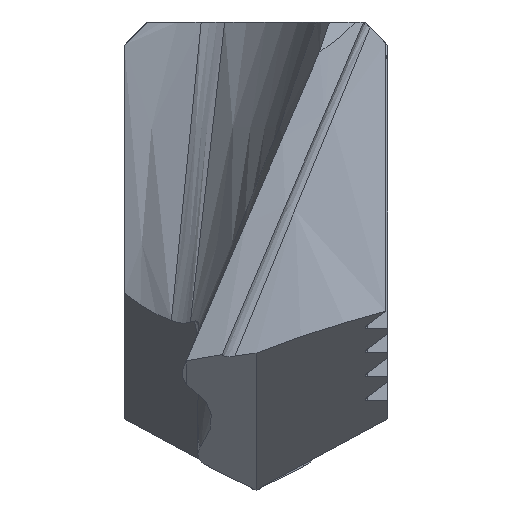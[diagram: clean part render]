
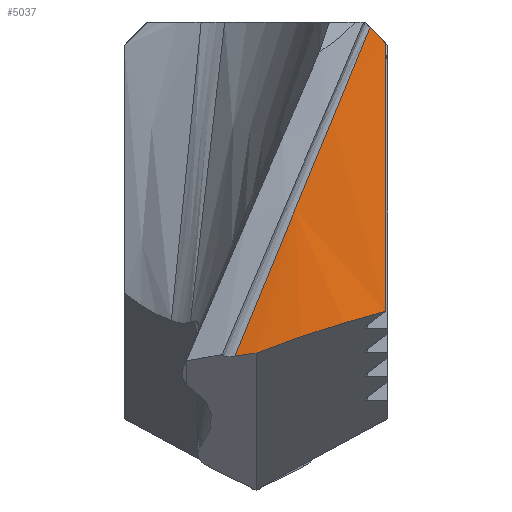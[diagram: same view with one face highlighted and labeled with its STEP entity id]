
A CAD part, left-side view. The second image highlights one B-rep face of the part: STEP entity #5037.
In plain terms, the highlighted free-form (B-spline) face has degree [3, 3] with [5, 6] control points.
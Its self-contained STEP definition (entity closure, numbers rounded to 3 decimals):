
#1733=CARTESIAN_POINT('',(-10.699,-3.942,
-8.777));
#1734=CARTESIAN_POINT('',(-10.698,-3.941,
-8.367));
#1735=CARTESIAN_POINT('',(-10.696,-3.939,
-7.501));
#1736=CARTESIAN_POINT('',(-10.694,-3.936,
-6.072));
#1737=CARTESIAN_POINT('',(-10.693,-3.936,
-4.476));
#1738=CARTESIAN_POINT('',(-10.695,-3.937,
-2.69));
#1739=CARTESIAN_POINT('',(-10.697,-3.94,
-1.348));
#1740=CARTESIAN_POINT('',(-10.699,-3.942,
-0.642));
#1752=CARTESIAN_POINT('',(-10.699,-3.942,
-8.777));
#1753=CARTESIAN_POINT('',(-10.791,-3.696,
-8.839));
#1754=CARTESIAN_POINT('',(-10.958,-3.197,
-8.972));
#1755=CARTESIAN_POINT('',(-11.159,-2.415,
-9.201));
#1756=CARTESIAN_POINT('',(-11.301,-1.628,
-9.454));
#1757=CARTESIAN_POINT('',(-11.388,-0.831,
-9.731));
#1758=CARTESIAN_POINT('',(-11.409,-0.279,
-9.938));
#1759=CARTESIAN_POINT('',(-11.408,0.,
-10.046));
#1764=CARTESIAN_POINT('',(-11.408,0.,
-10.046));
#1765=CARTESIAN_POINT('',(-11.408,0.072,
-10.055));
#1766=CARTESIAN_POINT('',(-11.407,0.216,
-10.075));
#1767=CARTESIAN_POINT('',(-11.401,0.431,
-10.105));
#1768=CARTESIAN_POINT('',(-11.394,0.575,
-10.126));
#1769=CARTESIAN_POINT('',(-11.39,0.646,
-10.137));
#1774=CARTESIAN_POINT('',(-11.39,0.646,
-10.137));
#1775=CARTESIAN_POINT('',(-11.419,0.184,
-9.003));
#1776=CARTESIAN_POINT('',(-11.417,-0.771,
-6.687));
#1777=CARTESIAN_POINT('',(-11.233,-2.151,
-3.362));
#1778=CARTESIAN_POINT('',(-10.999,-3.051,
-1.171));
#1779=CARTESIAN_POINT('',(-10.868,-3.461,
-0.161));
#1784=CARTESIAN_POINT('',(-10.868,-3.461,
-0.161));
#1785=CARTESIAN_POINT('',(-10.85,-3.515,
-0.215));
#1786=CARTESIAN_POINT('',(-10.814,-3.622,
-0.322));
#1787=CARTESIAN_POINT('',(-10.758,-3.782,
-0.482));
#1788=CARTESIAN_POINT('',(-10.719,-3.889,
-0.589));
#1789=CARTESIAN_POINT('',(-10.699,-3.942,
-0.642));
#1818=CARTESIAN_POINT('',(-11.39,0.646,
-10.137));
#2790=CARTESIAN_POINT('',(-11.408,0.,
-10.046));
#2791=VERTEX_POINT('',#2790);
#2792=VERTEX_POINT('',#1752);
#2834=VERTEX_POINT('',#1818);
#2958=VERTEX_POINT('',#1740);
#2959=VERTEX_POINT('',#1779);
#4997=CARTESIAN_POINT('',(-10.856,-3.506,
-10.237));
#4998=CARTESIAN_POINT('',(-10.72,-3.914,
-9.07));
#4999=CARTESIAN_POINT('',(-10.385,-4.746,
-6.721));
#5000=CARTESIAN_POINT('',(-9.712,-5.956,
-3.329));
#5001=CARTESIAN_POINT('',(-9.154,-6.741,
-1.105));
#5002=CARTESIAN_POINT('',(-8.868,-7.103,
-0.063));
#5003=CARTESIAN_POINT('',(-10.932,-3.271,
-10.237));
#5004=CARTESIAN_POINT('',(-10.805,-3.685,
-9.07));
#5005=CARTESIAN_POINT('',(-10.487,-4.528,
-6.721));
#5006=CARTESIAN_POINT('',(-9.84,-5.755,
-3.329));
#5007=CARTESIAN_POINT('',(-9.3,-6.55,
-1.105));
#5008=CARTESIAN_POINT('',(-9.021,-6.918,
-0.063));
#5009=CARTESIAN_POINT('',(-11.331,-1.882,
-10.237));
#5010=CARTESIAN_POINT('',(-11.257,-2.327,
-9.07));
#5011=CARTESIAN_POINT('',(-11.045,-3.234,
-6.721));
#5012=CARTESIAN_POINT('',(-10.553,-4.553,
-3.329));
#5013=CARTESIAN_POINT('',(-10.113,-5.409,
-1.105));
#5014=CARTESIAN_POINT('',(-9.883,-5.805,
-0.063));
#5015=CARTESIAN_POINT('',(-11.463,-0.425,
-10.237));
#5016=CARTESIAN_POINT('',(-11.447,-0.891,
-9.07));
#5017=CARTESIAN_POINT('',(-11.352,-1.841,
-6.721));
#5018=CARTESIAN_POINT('',(-11.031,-3.223,
-3.329));
#5019=CARTESIAN_POINT('',(-10.703,-4.119,
-1.105));
#5020=CARTESIAN_POINT('',(-10.525,-4.534,
-0.063));
#5021=CARTESIAN_POINT('',(-11.382,0.77,
-10.237));
#5022=CARTESIAN_POINT('',(-11.417,0.294,
-9.07));
#5023=CARTESIAN_POINT('',(-11.424,-0.676,
-6.721));
#5024=CARTESIAN_POINT('',(-11.246,-2.085,
-3.329));
#5025=CARTESIAN_POINT('',(-11.014,-3.,
-1.105));
#5026=CARTESIAN_POINT('',(-10.88,-3.424,
-0.063));
#5027=B_SPLINE_SURFACE_WITH_KNOTS('',3,3,((#4997,#4998,#4999,#5000,#5001,#5002),
(#5003,#5004,#5005,#5006,#5007,#5008),(#5009,#5010,#5011,#5012,#5013,#5014),(
#5015,#5016,#5017,#5018,#5019,#5020),(#5021,#5022,#5023,#5024,#5025,#5026)),
.UNSPECIFIED.,.F.,.F.,.F.,(4,1,4),(4,1,1,4),(0.394,0.5,
1.012),(0.049,3.853,7.705,
11.101),.UNSPECIFIED.);
#5028=ORIENTED_EDGE('',*,*,#3793,.T.);
#5029=ORIENTED_EDGE('',*,*,#3878,.T.);
#5031=ORIENTED_EDGE('',*,*,#5030,.T.);
#5033=ORIENTED_EDGE('',*,*,#5032,.T.);
#5034=ORIENTED_EDGE('',*,*,#4977,.F.);
#5035=EDGE_LOOP('',(#5028,#5029,#5031,#5033,#5034));
#5036=FACE_OUTER_BOUND('',#5035,.F.);
#1741=B_SPLINE_CURVE_WITH_KNOTS('',3,(#1733,#1734,#1735,#1736,#1737,#1738,#1739,
#1740),.UNSPECIFIED.,.F.,.F.,(4,1,1,1,1,4),(0.,0.2,0.4,0.6,0.8,1.),
.UNSPECIFIED.);
#1760=B_SPLINE_CURVE_WITH_KNOTS('',3,(#1752,#1753,#1754,#1755,#1756,#1757,#1758,
#1759),.UNSPECIFIED.,.F.,.F.,(4,1,1,1,1,4),(0.,0.2,0.4,0.6,0.8,1.),
.UNSPECIFIED.);
#1770=B_SPLINE_CURVE_WITH_KNOTS('',3,(#1764,#1765,#1766,#1767,#1768,#1769),
.UNSPECIFIED.,.F.,.F.,(4,1,1,4),(0.,0.333,0.667,1.),
.UNSPECIFIED.);
#1780=B_SPLINE_CURVE_WITH_KNOTS('',3,(#1774,#1775,#1776,#1777,#1778,#1779),
.UNSPECIFIED.,.F.,.F.,(4,1,1,4),(0.,0.341,0.696,1.),
.UNSPECIFIED.);
#1790=B_SPLINE_CURVE_WITH_KNOTS('',3,(#1784,#1785,#1786,#1787,#1788,#1789),
.UNSPECIFIED.,.F.,.F.,(4,1,1,4),(0.,0.333,0.667,1.),
.UNSPECIFIED.);
#3793=EDGE_CURVE('',#2792,#2791,#1760,.T.);
#3878=EDGE_CURVE('',#2791,#2834,#1770,.T.);
#4977=EDGE_CURVE('',#2792,#2958,#1741,.T.);
#5030=EDGE_CURVE('',#2834,#2959,#1780,.T.);
#5032=EDGE_CURVE('',#2959,#2958,#1790,.T.);
#5037=ADVANCED_FACE('',(#5036),#5027,.F.);
